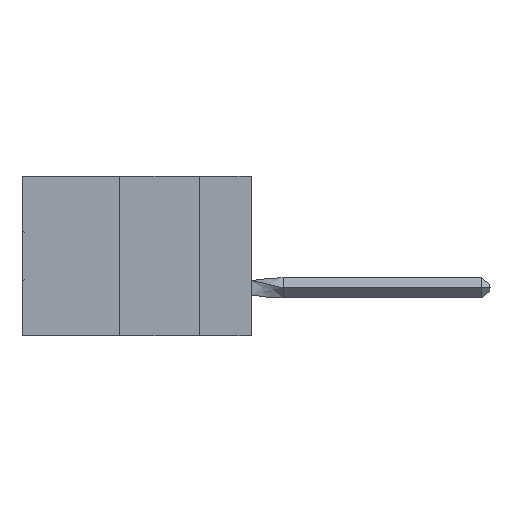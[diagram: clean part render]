
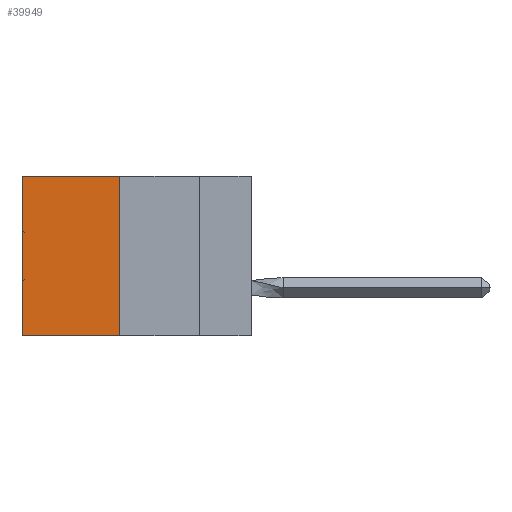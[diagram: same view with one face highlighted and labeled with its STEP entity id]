
A CAD part, left-side view. The second image highlights one B-rep face of the part: STEP entity #39949.
In plain terms, the highlighted planar face has unit normal (-1, 0, 0).
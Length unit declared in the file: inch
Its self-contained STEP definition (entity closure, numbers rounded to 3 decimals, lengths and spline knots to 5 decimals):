
#2456 = DIRECTION ( 'NONE',  ( 0., 0., -1. ) ) ;
#2909 = LINE ( 'NONE', #15830, #43064 ) ;
#4783 = DIRECTION ( 'NONE',  ( 1., 0., 0. ) ) ;
#5141 = VERTEX_POINT ( 'NONE', #11536 ) ;
#6270 = VECTOR ( 'NONE', #17741, 39.37008 ) ;
#6713 = CARTESIAN_POINT ( 'NONE',  ( 0.305, 0.72, -0.5 ) ) ;
#7391 = CARTESIAN_POINT ( 'NONE',  ( 0.305, 0.72, -0.5 ) ) ;
#8117 = AXIS2_PLACEMENT_3D ( 'NONE', #37105, #4783, #20979 ) ;
#10255 = CARTESIAN_POINT ( 'NONE',  ( 0.305, 0.413, 0. ) ) ;
#10879 = EDGE_CURVE ( 'NONE', #27670, #5141, #42066, .T. ) ;
#11536 = CARTESIAN_POINT ( 'NONE',  ( 0.305, 0.72, 0. ) ) ;
#13204 = EDGE_CURVE ( 'NONE', #27670, #17632, #15928, .T. ) ;
#13903 = ORIENTED_EDGE ( 'NONE', *, *, #13204, .F. ) ;
#15830 = CARTESIAN_POINT ( 'NONE',  ( 0.305, 0.413, -0.5 ) ) ;
#15928 = LINE ( 'NONE', #29245, #49176 ) ;
#17632 = VERTEX_POINT ( 'NONE', #19202 ) ;
#17741 = DIRECTION ( 'NONE',  ( 0., 1., 0. ) ) ;
#19202 = CARTESIAN_POINT ( 'NONE',  ( 0.305, 0.413, -0.5 ) ) ;
#20979 = DIRECTION ( 'NONE',  ( 0., 0., -1. ) ) ;
#22192 = ORIENTED_EDGE ( 'NONE', *, *, #49515, .T. ) ;
#23402 = EDGE_CURVE ( 'NONE', #17632, #39183, #2909, .T. ) ;
#27670 = VERTEX_POINT ( 'NONE', #10255 ) ;
#29245 = CARTESIAN_POINT ( 'NONE',  ( 0.305, 0.413, -0.5 ) ) ;
#30275 = VECTOR ( 'NONE', #31628, 39.37008 ) ;
#31628 = DIRECTION ( 'NONE',  ( 0., 0., -1. ) ) ;
#32928 = ORIENTED_EDGE ( 'NONE', *, *, #10879, .T. ) ;
#35271 = LINE ( 'NONE', #7391, #30275 ) ;
#35511 = ORIENTED_EDGE ( 'NONE', *, *, #23402, .F. ) ;
#37105 = CARTESIAN_POINT ( 'NONE',  ( 0.305, 0.413, -0.5 ) ) ;
#39183 = VERTEX_POINT ( 'NONE', #6713 ) ;
#39949 = ADVANCED_FACE ( 'NONE', ( #51462 ), #49315, .F. ) ;
#41238 = CARTESIAN_POINT ( 'NONE',  ( 0.305, 0.413, 0. ) ) ;
#42066 = LINE ( 'NONE', #41238, #6270 ) ;
#43064 = VECTOR ( 'NONE', #51598, 39.37008 ) ;
#49176 = VECTOR ( 'NONE', #2456, 39.37008 ) ;
#49315 = PLANE ( 'NONE',  #8117 ) ;
#49515 = EDGE_CURVE ( 'NONE', #5141, #39183, #35271, .T. ) ;
#51382 = EDGE_LOOP ( 'NONE', ( #22192, #35511, #13903, #32928 ) ) ;
#51462 = FACE_OUTER_BOUND ( 'NONE', #51382, .T. ) ;
#51598 = DIRECTION ( 'NONE',  ( 0., 1., 0. ) ) ;
